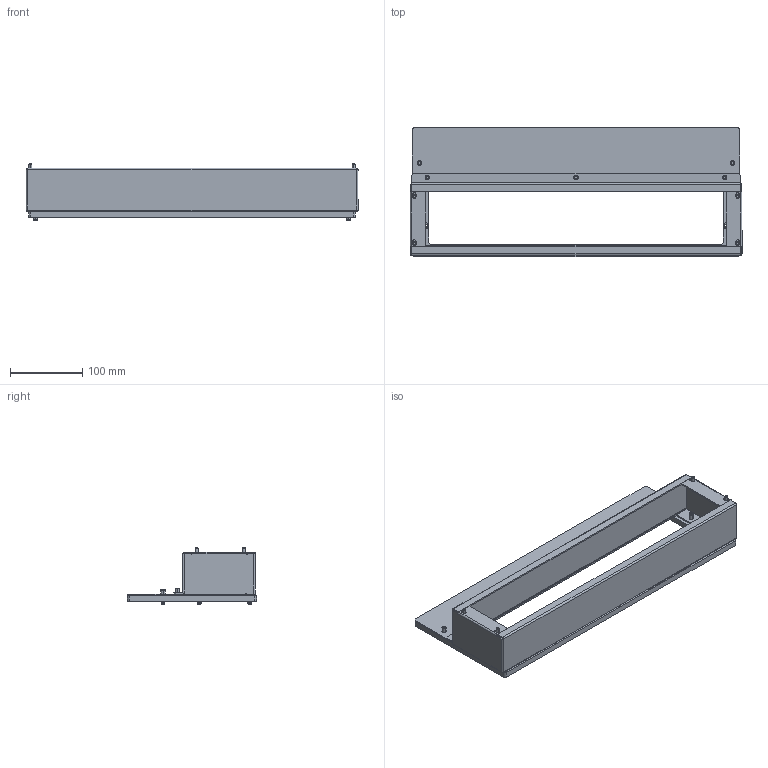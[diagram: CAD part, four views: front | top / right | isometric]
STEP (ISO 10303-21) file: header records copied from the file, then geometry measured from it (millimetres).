
FILE_DESCRIPTION (( 'STEP AP214' ), '1' );
FILE_NAME ('INGUN_115580.STEP', '2024-10-10T10:44:04', ( '' ), ( '' ), 'SwSTEP 2.0', 'SolidWorks 2021', '' );
FILE_SCHEMA (( 'AUTOMOTIVE_DESIGN' ));
Length unit declared in the file: millimetre
Products named in the file (8): 115670~2_S; DIN7991~n_M04,0x010 VA; 115671~0_S; 114001~0_S; INGUN_115580; 113970~1_S; DIN912~n_M04,0x016; DIN912~n_M04,0x008
Assembly tree (17 placements, depth 3):
  INGUN_115580
    113970~1_S
    114001~0_S  x6
      DIN912~n_M04,0x016
    115670~2_S
    115671~0_S
    DIN912~n_M04,0x008  x4
    DIN7991~n_M04,0x010 VA  x3
Bounding box: 458 x 178 x 78 mm (x, y, z)
Volume: 429990.1 mm3; surface area: 329996.9 mm2
Topology: 16 solids, 16 shells, 659 faces, 1616 edges, 1031 vertices
Faces by surface type: cylinder 399, plane 202, cone 58
Entity records: 11693 total; most frequent: DIRECTION 2101, CARTESIAN_POINT 1877, ORIENTED_EDGE 1820, EDGE_CURVE 910, AXIS2_PLACEMENT_3D 799, VERTEX_POINT 575, VECTOR 503, LINE 503
